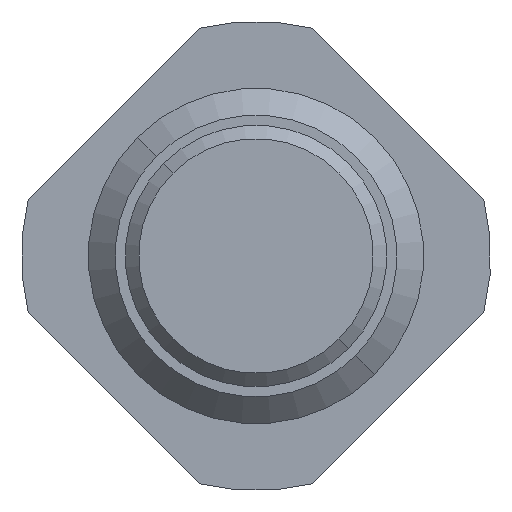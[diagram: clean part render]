
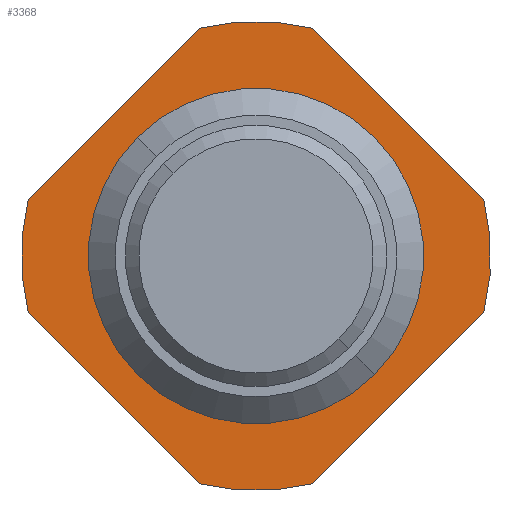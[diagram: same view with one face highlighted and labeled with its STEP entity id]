
A CAD part, front view. The second image highlights one B-rep face of the part: STEP entity #3368.
In plain terms, the highlighted planar face has unit normal (0, -1, 0).
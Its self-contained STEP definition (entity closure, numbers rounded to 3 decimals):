
#31 = CIRCLE ( 'NONE', #1035, 1.75 ) ;
#80 = VERTEX_POINT ( 'NONE', #2884 ) ;
#175 = CARTESIAN_POINT ( 'NONE',  ( -1.698, 5.348, -0.423 ) ) ;
#214 = ORIENTED_EDGE ( 'NONE', *, *, #555, .F. ) ;
#261 = VERTEX_POINT ( 'NONE', #341 ) ;
#320 = LINE ( 'NONE', #2309, #3031 ) ;
#341 = CARTESIAN_POINT ( 'NONE',  ( 0.827, 5.348, -0.827 ) ) ;
#368 = CIRCLE ( 'NONE', #3311, 1.17 ) ;
#400 = PLANE ( 'NONE',  #1094 ) ;
#495 = CARTESIAN_POINT ( 'NONE',  ( 0., 5.348, 0. ) ) ;
#516 = DIRECTION ( 'NONE',  ( -0.707, 0., -0.707 ) ) ;
#523 = DIRECTION ( 'NONE',  ( -0.707, 0., 0.707 ) ) ;
#555 = EDGE_CURVE ( 'Defeature ausgef�hrt4_1+Defeature ausgef�hrt4_6+Defeature ausgef�hrt4_17+Defeature ausgef�hrt4_14', #907, #903, #570, .T. ) ;
#556 = VERTEX_POINT ( 'NONE', #1255 ) ;
#570 = CIRCLE ( 'NONE', #1532, 1.75 ) ;
#697 = VECTOR ( 'NONE', #1000, 1000. ) ;
#698 = ORIENTED_EDGE ( 'NONE', *, *, #2226, .T. ) ;
#751 = DIRECTION ( 'NONE',  ( 0., 1., 0. ) ) ;
#778 = FACE_BOUND ( 'NONE', #1540, .T. ) ;
#840 = VERTEX_POINT ( 'NONE', #175 ) ;
#903 = VERTEX_POINT ( 'NONE', #2267 ) ;
#907 = VERTEX_POINT ( 'NONE', #1505 ) ;
#960 = EDGE_CURVE ( 'Defeature ausgef�hrt4_6+Defeature ausgef�hrt4_16+Defeature ausgef�hrt4_7+Defeature ausgef�hrt4_2', #840, #3022, #2534, .T. ) ;
#963 = LINE ( 'NONE', #3388, #2781 ) ;
#1000 = DIRECTION ( 'NONE',  ( 0.707, 0., -0.707 ) ) ;
#1016 = DIRECTION ( 'NONE',  ( -0.707, 0., 0.707 ) ) ;
#1027 = DIRECTION ( 'NONE',  ( 0., 1., 0. ) ) ;
#1029 = FACE_OUTER_BOUND ( 'NONE', #3366, .T. ) ;
#1032 = DIRECTION ( 'NONE',  ( 0.707, 0., 0.707 ) ) ;
#1035 = AXIS2_PLACEMENT_3D ( 'NONE', #2125, #2383, #2636 ) ;
#1061 = DIRECTION ( 'NONE',  ( -0.707, 0., 0.707 ) ) ;
#1091 = VERTEX_POINT ( 'NONE', #1327 ) ;
#1094 = AXIS2_PLACEMENT_3D ( 'NONE', #1651, #1945, #2466 ) ;
#1097 = CARTESIAN_POINT ( 'NONE',  ( 0., 5.348, 0. ) ) ;
#1114 = EDGE_CURVE ( 'Defeature ausgef�hrt4_6+Defeature ausgef�hrt4_17+Defeature ausgef�hrt4_1+Defeature ausgef�hrt4_7', #907, #1091, #963, .T. ) ;
#1222 = ORIENTED_EDGE ( 'NONE', *, *, #2316, .F. ) ;
#1233 = DIRECTION ( 'NONE',  ( 0., 1., 0. ) ) ;
#1247 = ORIENTED_EDGE ( 'NONE', *, *, #2527, .T. ) ;
#1255 = CARTESIAN_POINT ( 'NONE',  ( 0.423, 5.348, -1.698 ) ) ;
#1268 = CIRCLE ( 'NONE', #2122, 1.75 ) ;
#1294 = CARTESIAN_POINT ( 'NONE',  ( 0., 5.348, 0. ) ) ;
#1327 = CARTESIAN_POINT ( 'NONE',  ( -1.698, 5.348, 0.423 ) ) ;
#1480 = ORIENTED_EDGE ( 'NONE', *, *, #2207, .T. ) ;
#1482 = DIRECTION ( 'NONE',  ( -0.707, 0., 0.707 ) ) ;
#1500 = VECTOR ( 'NONE', #1032, 1000. ) ;
#1505 = CARTESIAN_POINT ( 'NONE',  ( -0.423, 5.348, 1.698 ) ) ;
#1532 = AXIS2_PLACEMENT_3D ( 'NONE', #495, #1027, #2063 ) ;
#1540 = EDGE_LOOP ( 'NONE', ( #1247, #698 ) ) ;
#1602 = EDGE_CURVE ( 'Defeature ausgef�hrt4_3+Defeature ausgef�hrt4_6+Defeature ausgef�hrt4_14+Defeature ausgef�hrt4_15', #2200, #1773, #31, .T. ) ;
#1639 = ORIENTED_EDGE ( 'NONE', *, *, #1602, .F. ) ;
#1651 = CARTESIAN_POINT ( 'NONE',  ( 1.237, 5.348, 1.237 ) ) ;
#1693 = CARTESIAN_POINT ( 'NONE',  ( -0.423, 5.348, -1.698 ) ) ;
#1773 = VERTEX_POINT ( 'NONE', #1932 ) ;
#1930 = ORIENTED_EDGE ( 'NONE', *, *, #1961, .F. ) ;
#1932 = CARTESIAN_POINT ( 'NONE',  ( 1.698, 5.348, -0.423 ) ) ;
#1945 = DIRECTION ( 'NONE',  ( 0., 1., 0. ) ) ;
#1950 = ORIENTED_EDGE ( 'NONE', *, *, #960, .T. ) ;
#1961 = EDGE_CURVE ( 'Defeature ausgef�hrt4_7+Defeature ausgef�hrt4_6+Defeature ausgef�hrt4_16+Defeature ausgef�hrt4_17', #840, #1091, #2575, .T. ) ;
#2061 = AXIS2_PLACEMENT_3D ( 'NONE', #3082, #1233, #1482 ) ;
#2063 = DIRECTION ( 'NONE',  ( -0.707, 0., 0.707 ) ) ;
#2122 = AXIS2_PLACEMENT_3D ( 'NONE', #1097, #2403, #1061 ) ;
#2125 = CARTESIAN_POINT ( 'NONE',  ( 0., 5.348, 0. ) ) ;
#2200 = VERTEX_POINT ( 'NONE', #2341 ) ;
#2206 = LINE ( 'NONE', #3376, #1500 ) ;
#2207 = EDGE_CURVE ( 'Defeature ausgef�hrt4_6+Defeature ausgef�hrt4_14+Defeature ausgef�hrt4_3+Defeature ausgef�hrt4_1', #2200, #903, #320, .T. ) ;
#2226 = EDGE_CURVE ( 'Defeature ausgef�hrt4_6+Defeature ausgef�hrt4_5+Defeature ausgef�hrt4_5+Defeature ausgef�hrt4_5', #261, #80, #368, .T. ) ;
#2240 = CARTESIAN_POINT ( 'NONE',  ( 0., 5.348, 0. ) ) ;
#2267 = CARTESIAN_POINT ( 'NONE',  ( 0.423, 5.348, 1.698 ) ) ;
#2309 = CARTESIAN_POINT ( 'NONE',  ( 2.298, 5.348, -0.177 ) ) ;
#2316 = EDGE_CURVE ( 'Defeature ausgef�hrt4_2+Defeature ausgef�hrt4_6+Defeature ausgef�hrt4_15+Defeature ausgef�hrt4_16', #556, #3022, #1268, .T. ) ;
#2341 = CARTESIAN_POINT ( 'NONE',  ( 1.698, 5.348, 0.423 ) ) ;
#2383 = DIRECTION ( 'NONE',  ( 0., 1., 0. ) ) ;
#2386 = ORIENTED_EDGE ( 'NONE', *, *, #3015, .T. ) ;
#2403 = DIRECTION ( 'NONE',  ( 0., 1., 0. ) ) ;
#2454 = ORIENTED_EDGE ( 'NONE', *, *, #1114, .T. ) ;
#2458 = DIRECTION ( 'NONE',  ( -0.707, 0., 0.707 ) ) ;
#2466 = DIRECTION ( 'NONE',  ( -0.707, 0., 0.707 ) ) ;
#2478 = DIRECTION ( 'NONE',  ( 0., 1., 0. ) ) ;
#2527 = EDGE_CURVE ( 'Defeature ausgef�hrt4_6+Defeature ausgef�hrt4_5+Defeature ausgef�hrt4_5+Defeature ausgef�hrt4_5', #80, #261, #3273, .T. ) ;
#2534 = LINE ( 'NONE', #3090, #697 ) ;
#2575 = CIRCLE ( 'NONE', #3121, 1.75 ) ;
#2636 = DIRECTION ( 'NONE',  ( -0.707, 0., 0.707 ) ) ;
#2781 = VECTOR ( 'NONE', #516, 1000. ) ;
#2884 = CARTESIAN_POINT ( 'NONE',  ( -0.827, 5.348, 0.827 ) ) ;
#3015 = EDGE_CURVE ( 'Defeature ausgef�hrt4_6+Defeature ausgef�hrt4_15+Defeature ausgef�hrt4_2+Defeature ausgef�hrt4_3', #556, #1773, #2206, .T. ) ;
#3022 = VERTEX_POINT ( 'NONE', #1693 ) ;
#3031 = VECTOR ( 'NONE', #523, 1000. ) ;
#3082 = CARTESIAN_POINT ( 'NONE',  ( 0., 5.348, 0. ) ) ;
#3090 = CARTESIAN_POINT ( 'NONE',  ( -2.298, 5.348, 0.177 ) ) ;
#3121 = AXIS2_PLACEMENT_3D ( 'NONE', #2240, #2478, #2458 ) ;
#3273 = CIRCLE ( 'NONE', #2061, 1.17 ) ;
#3311 = AXIS2_PLACEMENT_3D ( 'NONE', #1294, #751, #1016 ) ;
#3366 = EDGE_LOOP ( 'NONE', ( #214, #2454, #1930, #1950, #1222, #2386, #1639, #1480 ) ) ;
#3368 = ADVANCED_FACE ( 'Defeature ausgef�hrt4_6', ( #1029, #778 ), #400, .F. ) ;
#3376 = CARTESIAN_POINT ( 'NONE',  ( -0.177, 5.348, -2.298 ) ) ;
#3388 = CARTESIAN_POINT ( 'NONE',  ( 0.177, 5.348, 2.298 ) ) ;
